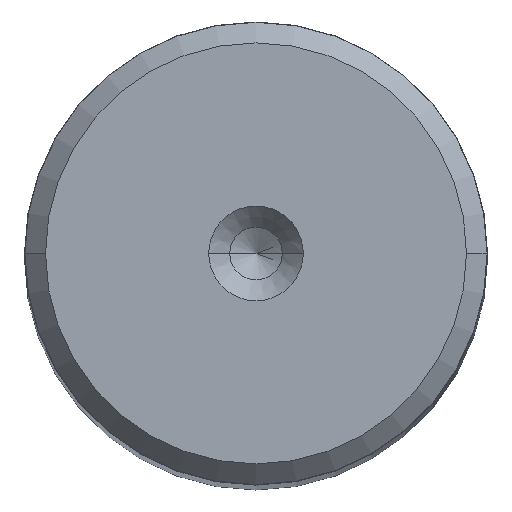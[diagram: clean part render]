
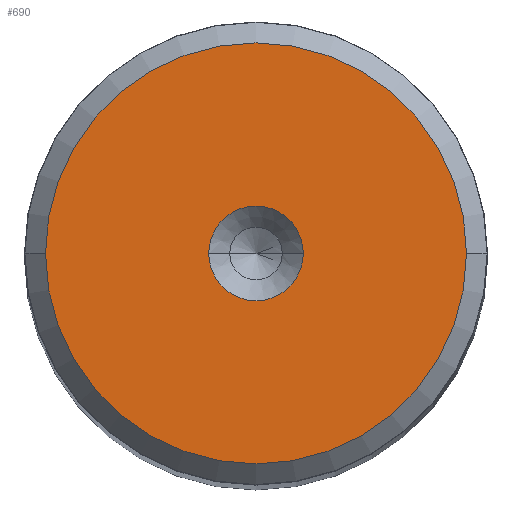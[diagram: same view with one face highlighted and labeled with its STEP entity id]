
A CAD part, top view. The second image highlights one B-rep face of the part: STEP entity #690.
In plain terms, the highlighted planar face has unit normal (0, 0, 1).
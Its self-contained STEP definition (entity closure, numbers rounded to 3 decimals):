
#8 = CIRCLE ( 'NONE', #978, 10.009 ) ;
#26 = DIRECTION ( 'NONE',  ( 1., 0., 0. ) ) ;
#44 = FACE_BOUND ( 'NONE', #1851, .T. ) ;
#102 = DIRECTION ( 'NONE',  ( 0., 0., 1. ) ) ;
#125 = CIRCLE ( 'NONE', #1368, 2.25 ) ;
#145 = EDGE_CURVE ( 'NONE', #553, #2143, #562, .T. ) ;
#179 = CARTESIAN_POINT ( 'NONE',  ( 0., 0., 140. ) ) ;
#224 = CARTESIAN_POINT ( 'NONE',  ( 0., 0., 140. ) ) ;
#363 = CIRCLE ( 'NONE', #1383, 2.25 ) ;
#518 = ORIENTED_EDGE ( 'NONE', *, *, #1207, .T. ) ;
#526 = ORIENTED_EDGE ( 'NONE', *, *, #871, .F. ) ;
#553 = VERTEX_POINT ( 'NONE', #1833 ) ;
#562 = CIRCLE ( 'NONE', #863, 10.009 ) ;
#564 = DIRECTION ( 'NONE',  ( 0., 0., 1. ) ) ;
#690 = ADVANCED_FACE ( 'NONE', ( #44, #2073 ), #2014, .T. ) ;
#706 = DIRECTION ( 'NONE',  ( 1., 0., 0. ) ) ;
#863 = AXIS2_PLACEMENT_3D ( 'NONE', #2214, #564, #941 ) ;
#871 = EDGE_CURVE ( 'NONE', #2089, #1600, #363, .T. ) ;
#941 = DIRECTION ( 'NONE',  ( 1., 0., 0. ) ) ;
#956 = ORIENTED_EDGE ( 'NONE', *, *, #1074, .F. ) ;
#970 = DIRECTION ( 'NONE',  ( 0., 0., 1. ) ) ;
#978 = AXIS2_PLACEMENT_3D ( 'NONE', #179, #1275, #706 ) ;
#1074 = EDGE_CURVE ( 'NONE', #1600, #2089, #125, .T. ) ;
#1149 = DIRECTION ( 'NONE',  ( 0., 0., 1. ) ) ;
#1152 = AXIS2_PLACEMENT_3D ( 'NONE', #2006, #970, #1509 ) ;
#1207 = EDGE_CURVE ( 'NONE', #2143, #553, #8, .T. ) ;
#1275 = DIRECTION ( 'NONE',  ( 0., 0., 1. ) ) ;
#1368 = AXIS2_PLACEMENT_3D ( 'NONE', #1593, #102, #1753 ) ;
#1383 = AXIS2_PLACEMENT_3D ( 'NONE', #224, #1149, #26 ) ;
#1509 = DIRECTION ( 'NONE',  ( 1., 0., 0. ) ) ;
#1593 = CARTESIAN_POINT ( 'NONE',  ( 0., 0., 140. ) ) ;
#1600 = VERTEX_POINT ( 'NONE', #2090 ) ;
#1623 = CARTESIAN_POINT ( 'NONE',  ( -10.009, 0., 140. ) ) ;
#1656 = EDGE_LOOP ( 'NONE', ( #518, #1822 ) ) ;
#1753 = DIRECTION ( 'NONE',  ( 1., 0., 0. ) ) ;
#1822 = ORIENTED_EDGE ( 'NONE', *, *, #145, .T. ) ;
#1833 = CARTESIAN_POINT ( 'NONE',  ( 10.009, 0., 140. ) ) ;
#1851 = EDGE_LOOP ( 'NONE', ( #956, #526 ) ) ;
#2006 = CARTESIAN_POINT ( 'NONE',  ( 0., 0., 140. ) ) ;
#2014 = PLANE ( 'NONE',  #1152 ) ;
#2049 = CARTESIAN_POINT ( 'NONE',  ( -2.25, 0., 140. ) ) ;
#2073 = FACE_OUTER_BOUND ( 'NONE', #1656, .T. ) ;
#2089 = VERTEX_POINT ( 'NONE', #2049 ) ;
#2090 = CARTESIAN_POINT ( 'NONE',  ( 2.25, 0., 140. ) ) ;
#2143 = VERTEX_POINT ( 'NONE', #1623 ) ;
#2214 = CARTESIAN_POINT ( 'NONE',  ( 0., 0., 140. ) ) ;
